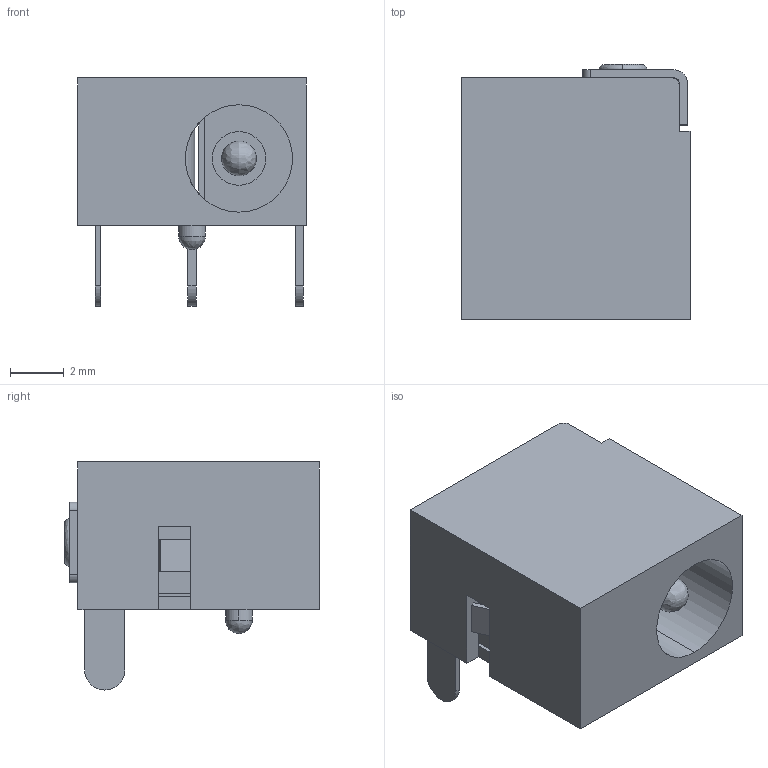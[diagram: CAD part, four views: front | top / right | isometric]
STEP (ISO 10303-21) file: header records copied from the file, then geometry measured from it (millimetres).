
FILE_DESCRIPTION(('FreeCAD Model'),'2;1');
FILE_NAME('Open CASCADE Shape Model','2025-02-09T07:48:31',('Author'),( ''),'Open CASCADE STEP processor 7.8','FreeCAD','Unknown');
FILE_SCHEMA(('AUTOMOTIVE_DESIGN { 1 0 10303 214 1 1 1 1 }'));
Length unit declared in the file: millimetre
Products named in the file (7): 54-00125; 54-00125 insulator; 54-00125 spring plate; 54-00125 terminal; 54-00125 terminal 2; 54-00125 center pin; 54-00125 terminal 3
Assembly tree (6 placements, depth 2):
  54-00125
    54-00125 insulator
    54-00125 spring plate
    54-00125 terminal
    54-00125 terminal 2
    54-00125 center pin
    54-00125 terminal 3
Bounding box: 8.5 x 9.5 x 8.5 mm (x, y, z)
Volume: 255.9 mm3; surface area: 906 mm2
Topology: 6 solids, 6 shells, 211 faces, 589 edges, 385 vertices
Faces by surface type: plane 144, cylinder 59, bspline 6, cone 2
Entity records: 7057 total; most frequent: CARTESIAN_POINT 1447, ORIENTED_EDGE 1166, DIRECTION 1091, EDGE_CURVE 583, LINE 441, VECTOR 441, VERTEX_POINT 385, AXIS2_PLACEMENT_3D 325
